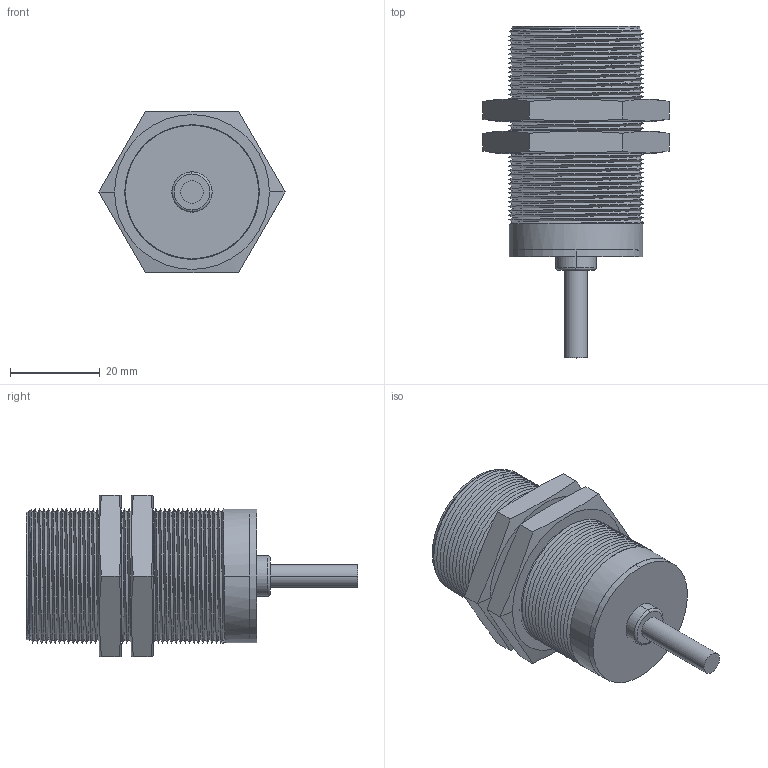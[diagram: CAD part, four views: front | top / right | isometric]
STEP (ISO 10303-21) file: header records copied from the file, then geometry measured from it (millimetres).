
FILE_DESCRIPTION((''),'2;1');
FILE_NAME('LR30XBF-W_ASM','2019-05-10T',('jingbian'),(''),'CREO PARAMETRIC BY PTC INC, 2016260','CREO PARAMETRIC BY PTC INC, 2016260','');
FILE_SCHEMA(('CONFIG_CONTROL_DESIGN'));
Length unit declared in the file: millimetre
Products named in the file (4): BENTI1___; CR30CF-E2_LUOMU_2____; WEISAI___; LR30XBF-W_ASM
Assembly tree (4 placements, depth 2):
  LR30XBF-W_ASM
    BENTI1___
    CR30CF-E2_LUOMU_2____  x2
    WEISAI___
Bounding box: 41.57 x 74.1 x 36 mm (x, y, z)
Volume: 11690.2 mm3; surface area: 19971.8 mm2
Topology: 4 solids, 4 shells, 89 faces, 298 edges, 221 vertices
Faces by surface type: plane 28, bspline 22, cylinder 19, cone 18, torus 2
Entity records: 12437 total; most frequent: CARTESIAN_POINT 10398, ORIENTED_EDGE 500, DIRECTION 283, EDGE_CURVE 250, VERTEX_POINT 189, B_SPLINE_CURVE_WITH_KNOTS 136, AXIS2_PLACEMENT_3D 112, EDGE_LOOP 77
